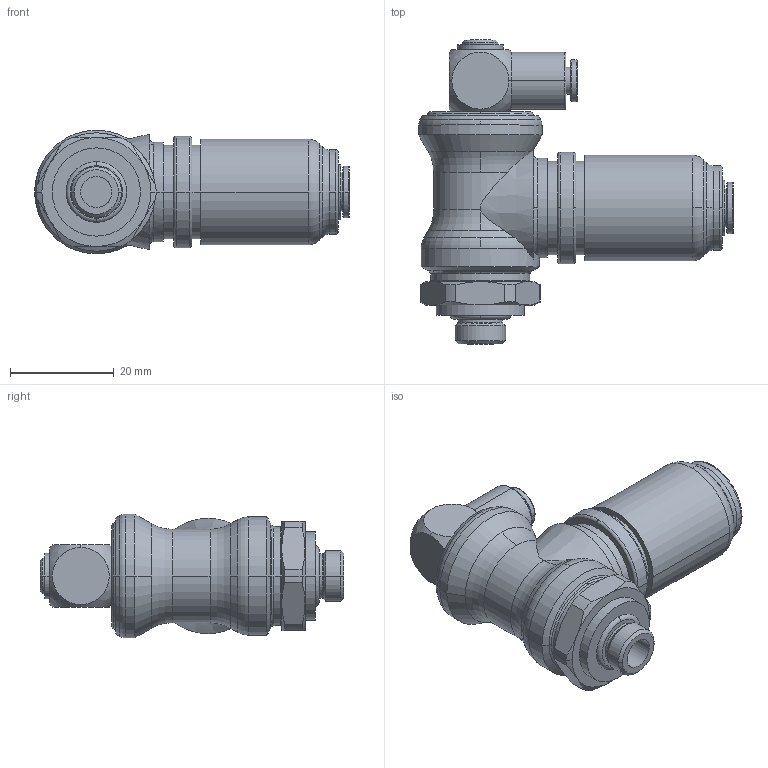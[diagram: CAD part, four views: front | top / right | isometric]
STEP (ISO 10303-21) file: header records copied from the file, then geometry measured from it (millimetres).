
FILE_DESCRIPTION(('STEP AP214'),'1');
FILE_NAME('7883_06_10.stp','2016-07-07T14:31:29',('TraceParts'),('TraceParts S.A.'),'Spatial InterOp 3D',' ',' ');
FILE_SCHEMA(('automotive_design'));
Length unit declared in the file: millimetre
Products named in the file (1): 1
Bounding box: 60.66 x 58.55 x 23.8 mm (x, y, z)
Volume: 25155.4 mm3; surface area: 9676.2 mm2
Topology: 1 solids, 1 shells, 178 faces, 444 edges, 289 vertices
Faces by surface type: cylinder 62, cone 42, torus 38, plane 34, sphere 2
Entity records: 5821 total; most frequent: CARTESIAN_POINT 1370, DIRECTION 1054, ORIENTED_EDGE 888, AXIS2_PLACEMENT_3D 479, EDGE_CURVE 444, CIRCLE 296, VERTEX_POINT 289, EDGE_LOOP 203
